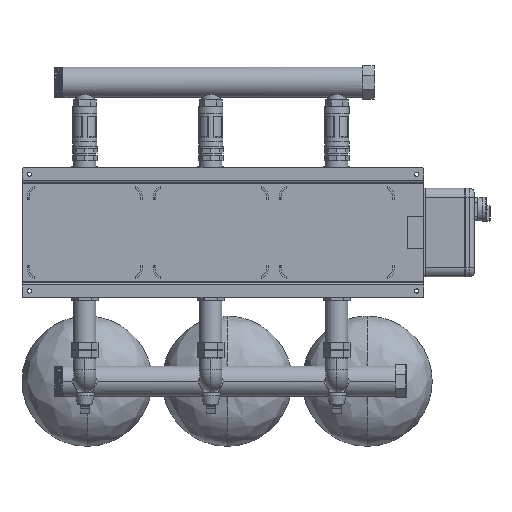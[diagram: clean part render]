
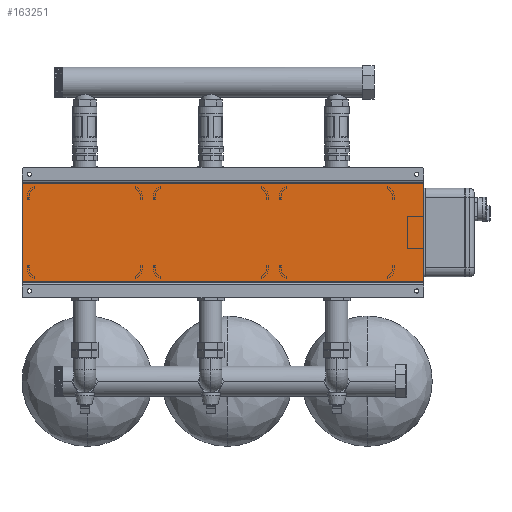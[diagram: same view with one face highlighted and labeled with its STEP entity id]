
A CAD part, front view. The second image highlights one B-rep face of the part: STEP entity #163251.
In plain terms, the highlighted planar face has unit normal (0, -1, 0).
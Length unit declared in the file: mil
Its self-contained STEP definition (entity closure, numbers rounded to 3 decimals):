
#4476 = CARTESIAN_POINT ( 'NONE',  ( -16929.134, 2007.874, -4133.858 ) ) ;
#5024 = VECTOR ( 'NONE', #41371, 39370.079 ) ;
#6776 = EDGE_CURVE ( 'NONE', #190035, #96916, #46473, .T. ) ;
#17477 = FACE_OUTER_BOUND ( 'NONE', #54389, .T. ) ;
#25140 = CARTESIAN_POINT ( 'NONE',  ( -16929.134, 2007.874, -4133.858 ) ) ;
#31845 = DIRECTION ( 'NONE',  ( 1., 0., 0. ) ) ;
#35862 = CARTESIAN_POINT ( 'NONE',  ( 16929.134, 2007.874, 4133.858 ) ) ;
#37340 = CARTESIAN_POINT ( 'NONE',  ( 16929.134, 2007.874, -4133.858 ) ) ;
#39950 = AXIS2_PLACEMENT_3D ( 'NONE', #183325, #202127, #31845 ) ;
#41371 = DIRECTION ( 'NONE',  ( -1., 0., 0. ) ) ;
#45392 = DIRECTION ( 'NONE',  ( 0., 0., -1. ) ) ;
#46473 = LINE ( 'NONE', #196944, #123725 ) ;
#49518 = VECTOR ( 'NONE', #104075, 39370.079 ) ;
#54389 = EDGE_LOOP ( 'NONE', ( #74584, #203008, #184354, #82902 ) ) ;
#55371 = CARTESIAN_POINT ( 'NONE',  ( 16929.134, 2007.874, 4133.858 ) ) ;
#68074 = EDGE_CURVE ( 'NONE', #96916, #142645, #124392, .T. ) ;
#74584 = ORIENTED_EDGE ( 'NONE', *, *, #96744, .T. ) ;
#82902 = ORIENTED_EDGE ( 'NONE', *, *, #128723, .T. ) ;
#96744 = EDGE_CURVE ( 'NONE', #157791, #142645, #206535, .T. ) ;
#96916 = VERTEX_POINT ( 'NONE', #37340 ) ;
#104075 = DIRECTION ( 'NONE',  ( -1., 0., 0. ) ) ;
#123725 = VECTOR ( 'NONE', #45392, 39370.079 ) ;
#124392 = LINE ( 'NONE', #192922, #5024 ) ;
#128723 = EDGE_CURVE ( 'NONE', #190035, #157791, #157148, .T. ) ;
#138735 = VECTOR ( 'NONE', #172213, 39370.079 ) ;
#142645 = VERTEX_POINT ( 'NONE', #4476 ) ;
#143147 = CARTESIAN_POINT ( 'NONE',  ( -16929.134, 2007.874, 4133.858 ) ) ;
#157148 = LINE ( 'NONE', #55371, #49518 ) ;
#157791 = VERTEX_POINT ( 'NONE', #143147 ) ;
#163251 = ADVANCED_FACE ( 'NONE', ( #17477 ), #182249, .F. ) ;
#172213 = DIRECTION ( 'NONE',  ( 0., 0., -1. ) ) ;
#182249 = PLANE ( 'NONE',  #39950 ) ;
#183325 = CARTESIAN_POINT ( 'NONE',  ( 16929.134, 2007.874, -4133.858 ) ) ;
#184354 = ORIENTED_EDGE ( 'NONE', *, *, #6776, .F. ) ;
#190035 = VERTEX_POINT ( 'NONE', #35862 ) ;
#192922 = CARTESIAN_POINT ( 'NONE',  ( 16929.134, 2007.874, -4133.858 ) ) ;
#196944 = CARTESIAN_POINT ( 'NONE',  ( 16929.134, 2007.874, 4133.858 ) ) ;
#202127 = DIRECTION ( 'NONE',  ( 0., 1., 0. ) ) ;
#203008 = ORIENTED_EDGE ( 'NONE', *, *, #68074, .F. ) ;
#206535 = LINE ( 'NONE', #25140, #138735 ) ;
